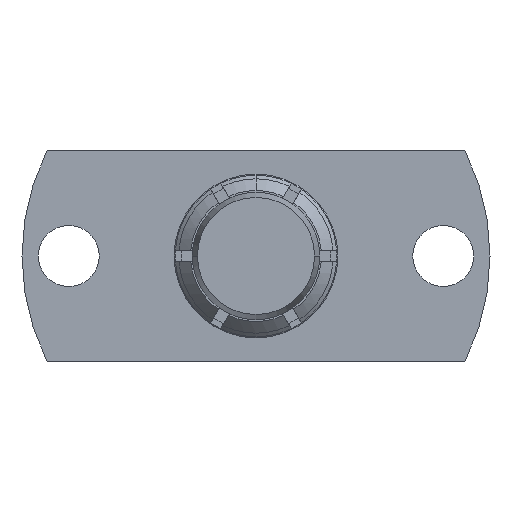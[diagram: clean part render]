
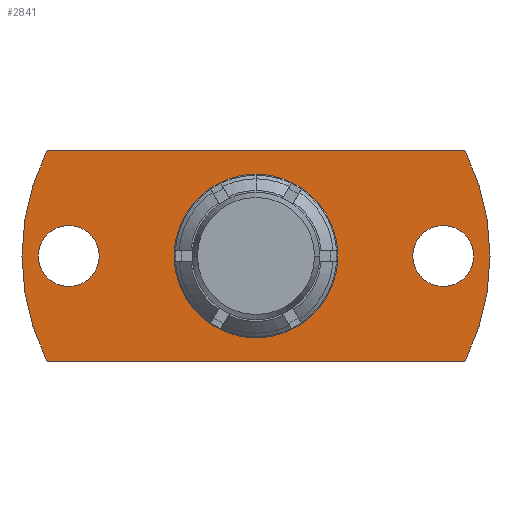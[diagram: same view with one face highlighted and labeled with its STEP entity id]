
A CAD part, front view. The second image highlights one B-rep face of the part: STEP entity #2841.
In plain terms, the highlighted planar face has unit normal (0, -1, 0).
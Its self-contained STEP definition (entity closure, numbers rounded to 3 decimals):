
#42 = CARTESIAN_POINT ( 'NONE',  ( 6.7, -0.3, 0. ) ) ;
#128 = VERTEX_POINT ( 'NONE', #4187 ) ;
#166 = CARTESIAN_POINT ( 'NONE',  ( 9.3, -0.3, 0. ) ) ;
#263 = DIRECTION ( 'NONE',  ( 0., 1., 0. ) ) ;
#286 = DIRECTION ( 'NONE',  ( 0., -1., 0. ) ) ;
#295 = CIRCLE ( 'NONE', #731, 3.5 ) ;
#333 = VERTEX_POINT ( 'NONE', #3574 ) ;
#573 = CIRCLE ( 'NONE', #4266, 1.3 ) ;
#632 = CARTESIAN_POINT ( 'NONE',  ( 0., -0.3, 0. ) ) ;
#633 = DIRECTION ( 'NONE',  ( 0., -1., 0. ) ) ;
#676 = CARTESIAN_POINT ( 'NONE',  ( 10., -0.3, 0. ) ) ;
#711 = DIRECTION ( 'NONE',  ( 1., 0., 0. ) ) ;
#731 = AXIS2_PLACEMENT_3D ( 'NONE', #2086, #4863, #2873 ) ;
#746 = ORIENTED_EDGE ( 'NONE', *, *, #2599, .F. ) ;
#828 = VECTOR ( 'NONE', #1384, 1000. ) ;
#861 = VERTEX_POINT ( 'NONE', #4795 ) ;
#881 = CIRCLE ( 'NONE', #1623, 10. ) ;
#897 = EDGE_LOOP ( 'NONE', ( #2650, #2553, #1207, #3984, #2947 ) ) ;
#936 = EDGE_CURVE ( 'NONE', #1887, #3963, #4136, .T. ) ;
#943 = ORIENTED_EDGE ( 'NONE', *, *, #2495, .F. ) ;
#969 = CARTESIAN_POINT ( 'NONE',  ( -3.5, -0.3, -4.5 ) ) ;
#1165 = CARTESIAN_POINT ( 'NONE',  ( 8., -0.3, 0. ) ) ;
#1207 = ORIENTED_EDGE ( 'NONE', *, *, #3836, .F. ) ;
#1261 = DIRECTION ( 'NONE',  ( 0., -1., 0. ) ) ;
#1269 = CIRCLE ( 'NONE', #1398, 10. ) ;
#1384 = DIRECTION ( 'NONE',  ( -1., 0., 0. ) ) ;
#1398 = AXIS2_PLACEMENT_3D ( 'NONE', #1585, #5183, #3582 ) ;
#1458 = CARTESIAN_POINT ( 'NONE',  ( 0., -0.3, 0. ) ) ;
#1566 = VERTEX_POINT ( 'NONE', #676 ) ;
#1585 = CARTESIAN_POINT ( 'NONE',  ( 0., -0.3, 0. ) ) ;
#1617 = CARTESIAN_POINT ( 'NONE',  ( 0., -0.3, -3.5 ) ) ;
#1623 = AXIS2_PLACEMENT_3D ( 'NONE', #3317, #2951, #4134 ) ;
#1712 = CARTESIAN_POINT ( 'NONE',  ( -6.7, -0.3, 0. ) ) ;
#1847 = CIRCLE ( 'NONE', #4019, 1.3 ) ;
#1848 = ORIENTED_EDGE ( 'NONE', *, *, #936, .F. ) ;
#1864 = ORIENTED_EDGE ( 'NONE', *, *, #4307, .F. ) ;
#1887 = VERTEX_POINT ( 'NONE', #1712 ) ;
#1896 = VERTEX_POINT ( 'NONE', #42 ) ;
#1906 = EDGE_CURVE ( 'NONE', #4226, #333, #295, .T. ) ;
#1952 = AXIS2_PLACEMENT_3D ( 'NONE', #632, #263, #3095 ) ;
#1984 = VERTEX_POINT ( 'NONE', #166 ) ;
#2007 = CIRCLE ( 'NONE', #2319, 1.3 ) ;
#2012 = PLANE ( 'NONE',  #3180 ) ;
#2086 = CARTESIAN_POINT ( 'NONE',  ( 0., -0.3, 0. ) ) ;
#2098 = FACE_BOUND ( 'NONE', #3044, .T. ) ;
#2153 = DIRECTION ( 'NONE',  ( 1., 0., 0. ) ) ;
#2216 = VECTOR ( 'NONE', #3185, 1000. ) ;
#2319 = AXIS2_PLACEMENT_3D ( 'NONE', #3390, #3374, #2153 ) ;
#2415 = DIRECTION ( 'NONE',  ( 0., -1., 0. ) ) ;
#2423 = DIRECTION ( 'NONE',  ( 0., 1., 0. ) ) ;
#2495 = EDGE_CURVE ( 'NONE', #3963, #1887, #2007, .T. ) ;
#2553 = ORIENTED_EDGE ( 'NONE', *, *, #3756, .F. ) ;
#2599 = EDGE_CURVE ( 'NONE', #333, #4226, #4156, .T. ) ;
#2618 = CARTESIAN_POINT ( 'NONE',  ( -9.3, -0.3, 0. ) ) ;
#2650 = ORIENTED_EDGE ( 'NONE', *, *, #2833, .F. ) ;
#2651 = CIRCLE ( 'NONE', #1952, 10. ) ;
#2833 = EDGE_CURVE ( 'NONE', #4286, #861, #1269, .T. ) ;
#2837 = ORIENTED_EDGE ( 'NONE', *, *, #4121, .F. ) ;
#2841 = ADVANCED_FACE ( 'NONE', ( #3694, #4893, #2098, #5212 ), #2012, .F. ) ;
#2873 = DIRECTION ( 'NONE',  ( 0., 0., 1. ) ) ;
#2935 = AXIS2_PLACEMENT_3D ( 'NONE', #3254, #1261, #4444 ) ;
#2947 = ORIENTED_EDGE ( 'NONE', *, *, #3151, .F. ) ;
#2951 = DIRECTION ( 'NONE',  ( 0., 1., 0. ) ) ;
#3044 = EDGE_LOOP ( 'NONE', ( #1848, #943 ) ) ;
#3046 = EDGE_CURVE ( 'NONE', #128, #1566, #2651, .T. ) ;
#3095 = DIRECTION ( 'NONE',  ( 1., 0., 0. ) ) ;
#3151 = EDGE_CURVE ( 'NONE', #861, #128, #4446, .T. ) ;
#3180 = AXIS2_PLACEMENT_3D ( 'NONE', #4798, #2423, #4354 ) ;
#3185 = DIRECTION ( 'NONE',  ( 1., 0., 0. ) ) ;
#3254 = CARTESIAN_POINT ( 'NONE',  ( -8., -0.3, 0. ) ) ;
#3317 = CARTESIAN_POINT ( 'NONE',  ( 0., -0.3, 0. ) ) ;
#3338 = EDGE_LOOP ( 'NONE', ( #1864, #2837 ) ) ;
#3374 = DIRECTION ( 'NONE',  ( 0., -1., 0. ) ) ;
#3390 = CARTESIAN_POINT ( 'NONE',  ( -8., -0.3, 0. ) ) ;
#3418 = DIRECTION ( 'NONE',  ( 0., 0., 1. ) ) ;
#3495 = EDGE_LOOP ( 'NONE', ( #746, #3497 ) ) ;
#3497 = ORIENTED_EDGE ( 'NONE', *, *, #1906, .F. ) ;
#3574 = CARTESIAN_POINT ( 'NONE',  ( 0., -0.3, 3.5 ) ) ;
#3582 = DIRECTION ( 'NONE',  ( 1., 0., 0. ) ) ;
#3694 = FACE_OUTER_BOUND ( 'NONE', #897, .T. ) ;
#3756 = EDGE_CURVE ( 'NONE', #4786, #4286, #4434, .T. ) ;
#3836 = EDGE_CURVE ( 'NONE', #1566, #4786, #881, .T. ) ;
#3963 = VERTEX_POINT ( 'NONE', #2618 ) ;
#3984 = ORIENTED_EDGE ( 'NONE', *, *, #3046, .F. ) ;
#4019 = AXIS2_PLACEMENT_3D ( 'NONE', #5097, #286, #711 ) ;
#4109 = CARTESIAN_POINT ( 'NONE',  ( 8.93, -0.3, -4.5 ) ) ;
#4121 = EDGE_CURVE ( 'NONE', #1896, #1984, #1847, .T. ) ;
#4134 = DIRECTION ( 'NONE',  ( 1., 0., 0. ) ) ;
#4136 = CIRCLE ( 'NONE', #2935, 1.3 ) ;
#4156 = CIRCLE ( 'NONE', #5010, 3.5 ) ;
#4187 = CARTESIAN_POINT ( 'NONE',  ( 8.93, -0.3, 4.5 ) ) ;
#4226 = VERTEX_POINT ( 'NONE', #1617 ) ;
#4266 = AXIS2_PLACEMENT_3D ( 'NONE', #1165, #2415, #5140 ) ;
#4286 = VERTEX_POINT ( 'NONE', #5155 ) ;
#4307 = EDGE_CURVE ( 'NONE', #1984, #1896, #573, .T. ) ;
#4354 = DIRECTION ( 'NONE',  ( -1., 0., 0. ) ) ;
#4434 = LINE ( 'NONE', #969, #828 ) ;
#4444 = DIRECTION ( 'NONE',  ( 1., 0., 0. ) ) ;
#4446 = LINE ( 'NONE', #5145, #2216 ) ;
#4786 = VERTEX_POINT ( 'NONE', #4109 ) ;
#4795 = CARTESIAN_POINT ( 'NONE',  ( -8.93, -0.3, 4.5 ) ) ;
#4798 = CARTESIAN_POINT ( 'NONE',  ( -3.5, -0.3, 0. ) ) ;
#4863 = DIRECTION ( 'NONE',  ( 0., -1., 0. ) ) ;
#4893 = FACE_BOUND ( 'NONE', #3338, .T. ) ;
#5010 = AXIS2_PLACEMENT_3D ( 'NONE', #1458, #633, #3418 ) ;
#5097 = CARTESIAN_POINT ( 'NONE',  ( 8., -0.3, 0. ) ) ;
#5140 = DIRECTION ( 'NONE',  ( 1., 0., 0. ) ) ;
#5145 = CARTESIAN_POINT ( 'NONE',  ( -3.5, -0.3, 4.5 ) ) ;
#5155 = CARTESIAN_POINT ( 'NONE',  ( -8.93, -0.3, -4.5 ) ) ;
#5183 = DIRECTION ( 'NONE',  ( 0., 1., 0. ) ) ;
#5212 = FACE_BOUND ( 'NONE', #3495, .T. ) ;
